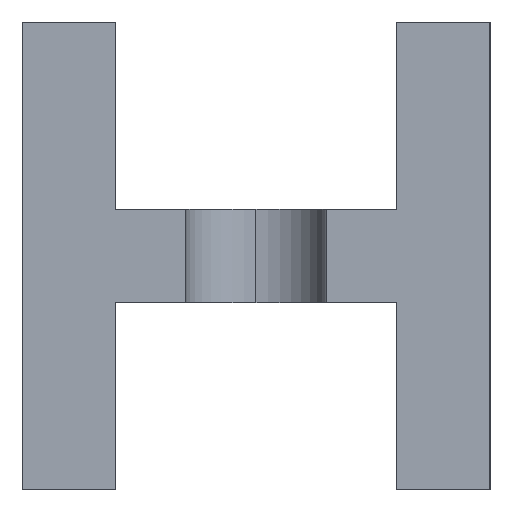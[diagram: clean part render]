
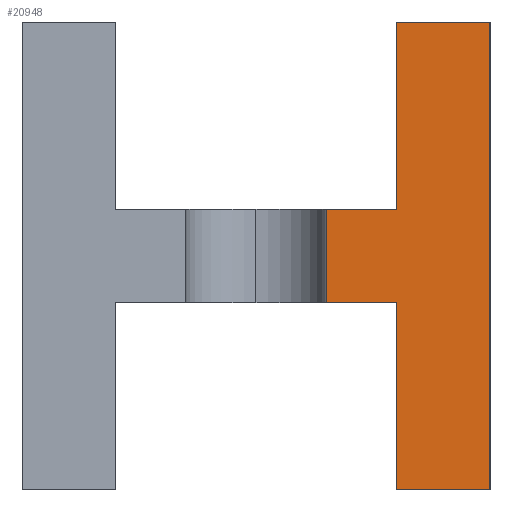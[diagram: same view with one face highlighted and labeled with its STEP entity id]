
A CAD part, left-side view. The second image highlights one B-rep face of the part: STEP entity #20948.
In plain terms, the highlighted planar face has unit normal (-1, 0, 0).
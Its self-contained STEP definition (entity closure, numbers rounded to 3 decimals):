
#317 = CARTESIAN_POINT ( 'NONE',  ( 0., 2., 6. ) ) ;
#520 = EDGE_LOOP ( 'NONE', ( #6427, #9874, #9363, #4835, #18218, #12906, #8289, #3211 ) ) ;
#1401 = CARTESIAN_POINT ( 'NONE',  ( 0., 0., 10. ) ) ;
#1670 = LINE ( 'NONE', #11537, #15504 ) ;
#2124 = DIRECTION ( 'NONE',  ( 0., -1., 0. ) ) ;
#3211 = ORIENTED_EDGE ( 'NONE', *, *, #20201, .F. ) ;
#4225 = CARTESIAN_POINT ( 'NONE',  ( 0., 3.5, 4. ) ) ;
#4472 = CARTESIAN_POINT ( 'NONE',  ( 0., 2., 4. ) ) ;
#4591 = CARTESIAN_POINT ( 'NONE',  ( 0., 3.5, 4. ) ) ;
#4835 = ORIENTED_EDGE ( 'NONE', *, *, #16639, .F. ) ;
#5000 = FACE_OUTER_BOUND ( 'NONE', #520, .T. ) ;
#6198 = VERTEX_POINT ( 'NONE', #21603 ) ;
#6427 = ORIENTED_EDGE ( 'NONE', *, *, #22446, .F. ) ;
#6466 = LINE ( 'NONE', #16686, #15203 ) ;
#6943 = EDGE_CURVE ( 'NONE', #17177, #16330, #1670, .T. ) ;
#7018 = VERTEX_POINT ( 'NONE', #4225 ) ;
#7492 = LINE ( 'NONE', #16138, #20991 ) ;
#7762 = DIRECTION ( 'NONE',  ( 0., 0., 1. ) ) ;
#8000 = DIRECTION ( 'NONE',  ( 0., 0., 1. ) ) ;
#8289 = ORIENTED_EDGE ( 'NONE', *, *, #9252, .F. ) ;
#8372 = EDGE_CURVE ( 'NONE', #16330, #7018, #6466, .T. ) ;
#8929 = LINE ( 'NONE', #13607, #14721 ) ;
#9252 = EDGE_CURVE ( 'NONE', #6198, #11278, #7492, .T. ) ;
#9363 = ORIENTED_EDGE ( 'NONE', *, *, #6943, .F. ) ;
#9444 = EDGE_CURVE ( 'NONE', #17703, #13496, #21261, .T. ) ;
#9874 = ORIENTED_EDGE ( 'NONE', *, *, #8372, .F. ) ;
#10843 = DIRECTION ( 'NONE',  ( 0., 0., 1. ) ) ;
#11278 = VERTEX_POINT ( 'NONE', #21115 ) ;
#11537 = CARTESIAN_POINT ( 'NONE',  ( 0., 2., 4. ) ) ;
#11808 = VERTEX_POINT ( 'NONE', #20550 ) ;
#12827 = LINE ( 'NONE', #4591, #21753 ) ;
#12906 = ORIENTED_EDGE ( 'NONE', *, *, #18019, .F. ) ;
#12925 = CARTESIAN_POINT ( 'NONE',  ( 0., 0., 0. ) ) ;
#13496 = VERTEX_POINT ( 'NONE', #22690 ) ;
#13607 = CARTESIAN_POINT ( 'NONE',  ( 0., 2., 0. ) ) ;
#13704 = LINE ( 'NONE', #317, #14276 ) ;
#14134 = DIRECTION ( 'NONE',  ( 0., 1., 0. ) ) ;
#14276 = VECTOR ( 'NONE', #2124, 1000. ) ;
#14346 = CARTESIAN_POINT ( 'NONE',  ( 0., 2., 0. ) ) ;
#14652 = DIRECTION ( 'NONE',  ( 0., 0., -1. ) ) ;
#14718 = AXIS2_PLACEMENT_3D ( 'NONE', #12925, #18301, #7762 ) ;
#14721 = VECTOR ( 'NONE', #14134, 1000. ) ;
#15203 = VECTOR ( 'NONE', #16003, 1000. ) ;
#15504 = VECTOR ( 'NONE', #10843, 1000. ) ;
#15992 = CARTESIAN_POINT ( 'NONE',  ( 0., 0., 0. ) ) ;
#16003 = DIRECTION ( 'NONE',  ( 0., 1., 0. ) ) ;
#16060 = VECTOR ( 'NONE', #18289, 1000. ) ;
#16138 = CARTESIAN_POINT ( 'NONE',  ( 0., 2., 10. ) ) ;
#16330 = VERTEX_POINT ( 'NONE', #4472 ) ;
#16546 = CARTESIAN_POINT ( 'NONE',  ( 0., 0., 10. ) ) ;
#16561 = PLANE ( 'NONE',  #14718 ) ;
#16577 = VECTOR ( 'NONE', #14652, 1000. ) ;
#16624 = LINE ( 'NONE', #16546, #16060 ) ;
#16639 = EDGE_CURVE ( 'NONE', #13496, #17177, #8929, .T. ) ;
#16686 = CARTESIAN_POINT ( 'NONE',  ( 0., 8., 4. ) ) ;
#17177 = VERTEX_POINT ( 'NONE', #14346 ) ;
#17703 = VERTEX_POINT ( 'NONE', #1401 ) ;
#18019 = EDGE_CURVE ( 'NONE', #11278, #17703, #16624, .T. ) ;
#18218 = ORIENTED_EDGE ( 'NONE', *, *, #9444, .F. ) ;
#18289 = DIRECTION ( 'NONE',  ( 0., -1., 0. ) ) ;
#18301 = DIRECTION ( 'NONE',  ( -1., 0., 0. ) ) ;
#20201 = EDGE_CURVE ( 'NONE', #11808, #6198, #13704, .T. ) ;
#20550 = CARTESIAN_POINT ( 'NONE',  ( 0., 3.5, 6. ) ) ;
#20849 = DIRECTION ( 'NONE',  ( 0., 0., 1. ) ) ;
#20948 = ADVANCED_FACE ( 'NONE', ( #5000 ), #16561, .T. ) ;
#20991 = VECTOR ( 'NONE', #20849, 1000. ) ;
#21115 = CARTESIAN_POINT ( 'NONE',  ( 0., 2., 10. ) ) ;
#21261 = LINE ( 'NONE', #15992, #16577 ) ;
#21603 = CARTESIAN_POINT ( 'NONE',  ( 0., 2., 6. ) ) ;
#21753 = VECTOR ( 'NONE', #8000, 1000. ) ;
#22446 = EDGE_CURVE ( 'NONE', #7018, #11808, #12827, .T. ) ;
#22690 = CARTESIAN_POINT ( 'NONE',  ( 0., 0., 0. ) ) ;
